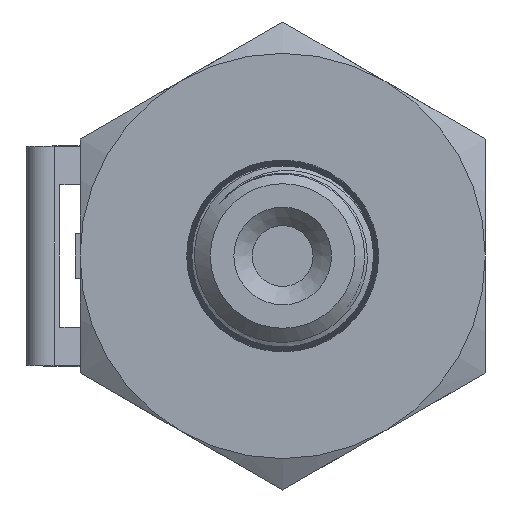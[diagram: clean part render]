
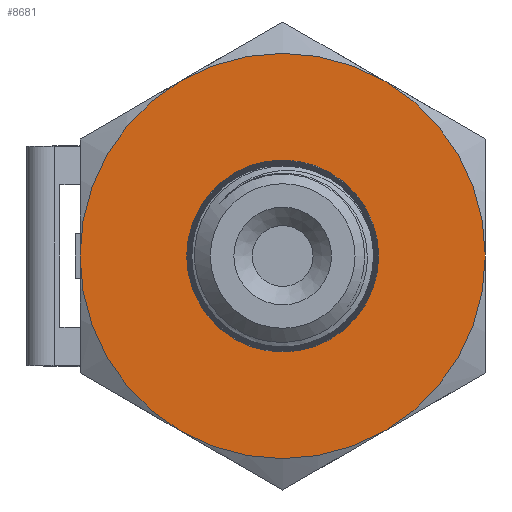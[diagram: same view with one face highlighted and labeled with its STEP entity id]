
A CAD part, left-side view. The second image highlights one B-rep face of the part: STEP entity #8681.
In plain terms, the highlighted planar face has unit normal (-1, 0, 0).
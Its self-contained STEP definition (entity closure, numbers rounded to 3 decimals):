
#387=PLANE('',#9027);
#542=FACE_BOUND('',#1498,.T.);
#963=FACE_OUTER_BOUND('',#1497,.T.);
#1497=EDGE_LOOP('',(#7464,#7465,#7466,#7467,#7468,#7469));
#1498=EDGE_LOOP('',(#7470));
#1707=CIRCLE('',#8919,5.21);
#1728=CIRCLE('',#8984,11.);
#1729=CIRCLE('',#8986,11.);
#1730=CIRCLE('',#8988,11.);
#1731=CIRCLE('',#8990,11.);
#1732=CIRCLE('',#8992,11.);
#1733=CIRCLE('',#8994,11.);
#3554=VERTEX_POINT('',#11731);
#4087=VERTEX_POINT('',#21608);
#4088=VERTEX_POINT('',#21612);
#4090=VERTEX_POINT('',#21619);
#4092=VERTEX_POINT('',#21629);
#4094=VERTEX_POINT('',#21642);
#4096=VERTEX_POINT('',#21652);
#4429=EDGE_CURVE('',#3554,#3554,#1707,.T.);
#5229=EDGE_CURVE('',#4087,#4088,#1728,.T.);
#5232=EDGE_CURVE('',#4090,#4087,#1729,.T.);
#5235=EDGE_CURVE('',#4092,#4090,#1730,.T.);
#5237=EDGE_CURVE('',#4094,#4092,#1731,.T.);
#5240=EDGE_CURVE('',#4096,#4094,#1732,.T.);
#5243=EDGE_CURVE('',#4088,#4096,#1733,.T.);
#7464=ORIENTED_EDGE('',*,*,#5243,.T.);
#7465=ORIENTED_EDGE('',*,*,#5240,.T.);
#7466=ORIENTED_EDGE('',*,*,#5237,.T.);
#7467=ORIENTED_EDGE('',*,*,#5235,.T.);
#7468=ORIENTED_EDGE('',*,*,#5232,.T.);
#7469=ORIENTED_EDGE('',*,*,#5229,.T.);
#7470=ORIENTED_EDGE('',*,*,#4429,.T.);
#8681=ADVANCED_FACE('',(#963,#542),#387,.T.);
#8919=AXIS2_PLACEMENT_3D('',#11732,#9373,#9374);
#8984=AXIS2_PLACEMENT_3D('',#21616,#9783,#9784);
#8986=AXIS2_PLACEMENT_3D('',#21626,#9787,#9788);
#8988=AXIS2_PLACEMENT_3D('',#21636,#9791,#9792);
#8990=AXIS2_PLACEMENT_3D('',#21643,#9795,#9796);
#8992=AXIS2_PLACEMENT_3D('',#21653,#9799,#9800);
#8994=AXIS2_PLACEMENT_3D('',#21662,#9803,#9804);
#9027=AXIS2_PLACEMENT_3D('',#21762,#9880,#9881);
#9373=DIRECTION('center_axis',(1.,0.,0.));
#9374=DIRECTION('ref_axis',(0.,0.,-1.));
#9783=DIRECTION('center_axis',(-1.,0.,0.));
#9784=DIRECTION('ref_axis',(0.,1.,0.));
#9787=DIRECTION('center_axis',(-1.,0.,0.));
#9788=DIRECTION('ref_axis',(0.,1.,0.));
#9791=DIRECTION('center_axis',(-1.,0.,0.));
#9792=DIRECTION('ref_axis',(0.,1.,0.));
#9795=DIRECTION('center_axis',(-1.,0.,0.));
#9796=DIRECTION('ref_axis',(0.,1.,0.));
#9799=DIRECTION('center_axis',(-1.,0.,0.));
#9800=DIRECTION('ref_axis',(0.,1.,0.));
#9803=DIRECTION('center_axis',(-1.,0.,0.));
#9804=DIRECTION('ref_axis',(0.,1.,0.));
#9880=DIRECTION('center_axis',(-1.,0.,0.));
#9881=DIRECTION('ref_axis',(0.,0.,1.));
#11731=CARTESIAN_POINT('',(-30.,-5.21,0.));
#11732=CARTESIAN_POINT('Origin',(-30.,0.,
0.));
#21608=CARTESIAN_POINT('',(-30.,-11.,0.));
#21612=CARTESIAN_POINT('',(-30.,-5.5,9.526));
#21616=CARTESIAN_POINT('Origin',(-30.,0.,
0.));
#21619=CARTESIAN_POINT('',(-30.,-5.5,-9.526));
#21626=CARTESIAN_POINT('Origin',(-30.,0.,
0.));
#21629=CARTESIAN_POINT('',(-30.,5.5,-9.526));
#21636=CARTESIAN_POINT('Origin',(-30.,0.,
0.));
#21642=CARTESIAN_POINT('',(-30.,11.,0.));
#21643=CARTESIAN_POINT('Origin',(-30.,0.,
0.));
#21652=CARTESIAN_POINT('',(-30.,5.5,9.526));
#21653=CARTESIAN_POINT('Origin',(-30.,0.,
0.));
#21662=CARTESIAN_POINT('Origin',(-30.,0.,
0.));
#21762=CARTESIAN_POINT('Origin',(-30.,11.,0.));
